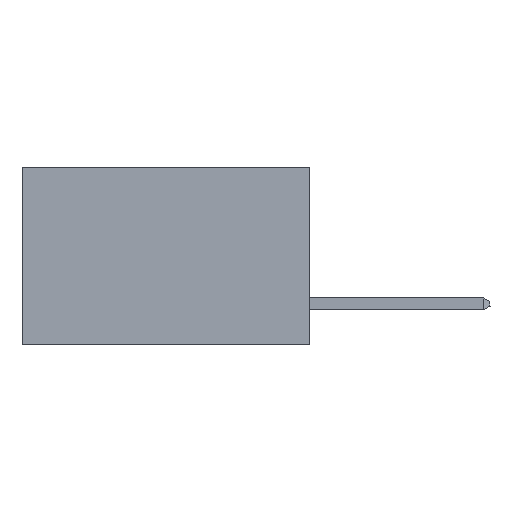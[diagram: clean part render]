
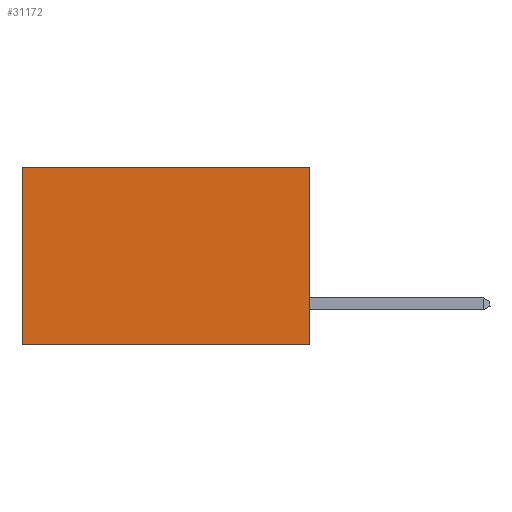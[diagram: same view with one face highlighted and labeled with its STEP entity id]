
A CAD part, left-side view. The second image highlights one B-rep face of the part: STEP entity #31172.
In plain terms, the highlighted planar face has unit normal (-1, 0, 0).
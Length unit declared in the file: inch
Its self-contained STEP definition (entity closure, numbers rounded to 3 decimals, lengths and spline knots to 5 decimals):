
#248 = LINE ( 'NONE', #10618, #4782 ) ;
#704 = EDGE_CURVE ( 'NONE', #1441, #19714, #5025, .T. ) ;
#1297 = CARTESIAN_POINT ( 'NONE',  ( 0.2875, 0., -0.37 ) ) ;
#1441 = VERTEX_POINT ( 'NONE', #8946 ) ;
#2437 = ORIENTED_EDGE ( 'NONE', *, *, #13833, .T. ) ;
#2455 = DIRECTION ( 'NONE',  ( 0., 1., 0. ) ) ;
#4486 = VECTOR ( 'NONE', #14751, 39.37008 ) ;
#4782 = VECTOR ( 'NONE', #5409, 39.37008 ) ;
#4999 = CARTESIAN_POINT ( 'NONE',  ( 0.2875, 0., 0. ) ) ;
#5025 = LINE ( 'NONE', #13776, #18338 ) ;
#5409 = DIRECTION ( 'NONE',  ( 0., 1., 0. ) ) ;
#7695 = CARTESIAN_POINT ( 'NONE',  ( 0.2875, 0.6, -0.37 ) ) ;
#7799 = VECTOR ( 'NONE', #2455, 39.37008 ) ;
#8946 = CARTESIAN_POINT ( 'NONE',  ( 0.2875, 0., 0. ) ) ;
#9067 = VERTEX_POINT ( 'NONE', #27113 ) ;
#9394 = CARTESIAN_POINT ( 'NONE',  ( 0.2875, 0.6, 0. ) ) ;
#10618 = CARTESIAN_POINT ( 'NONE',  ( 0.2875, 0., -0.37 ) ) ;
#13776 = CARTESIAN_POINT ( 'NONE',  ( 0.2875, 0., 0. ) ) ;
#13833 = EDGE_CURVE ( 'NONE', #9067, #27452, #34393, .T. ) ;
#14751 = DIRECTION ( 'NONE',  ( 0., 0., -1. ) ) ;
#14898 = EDGE_LOOP ( 'NONE', ( #2437, #15512, #32339, #19837 ) ) ;
#15512 = ORIENTED_EDGE ( 'NONE', *, *, #21279, .F. ) ;
#17120 = DIRECTION ( 'NONE',  ( 0., 0., -1. ) ) ;
#18338 = VECTOR ( 'NONE', #32718, 39.37008 ) ;
#19367 = EDGE_CURVE ( 'NONE', #1441, #9067, #25665, .T. ) ;
#19714 = VERTEX_POINT ( 'NONE', #1297 ) ;
#19837 = ORIENTED_EDGE ( 'NONE', *, *, #19367, .T. ) ;
#21279 = EDGE_CURVE ( 'NONE', #19714, #27452, #248, .T. ) ;
#22789 = DIRECTION ( 'NONE',  ( 1., 0., 0. ) ) ;
#25338 = PLANE ( 'NONE',  #31109 ) ;
#25665 = LINE ( 'NONE', #4999, #7799 ) ;
#27113 = CARTESIAN_POINT ( 'NONE',  ( 0.2875, 0.6, 0. ) ) ;
#27452 = VERTEX_POINT ( 'NONE', #7695 ) ;
#30480 = CARTESIAN_POINT ( 'NONE',  ( 0.2875, 0., 0. ) ) ;
#31109 = AXIS2_PLACEMENT_3D ( 'NONE', #30480, #22789, #17120 ) ;
#31172 = ADVANCED_FACE ( 'NONE', ( #33424 ), #25338, .F. ) ;
#32339 = ORIENTED_EDGE ( 'NONE', *, *, #704, .F. ) ;
#32718 = DIRECTION ( 'NONE',  ( 0., 0., -1. ) ) ;
#33424 = FACE_OUTER_BOUND ( 'NONE', #14898, .T. ) ;
#34393 = LINE ( 'NONE', #9394, #4486 ) ;
